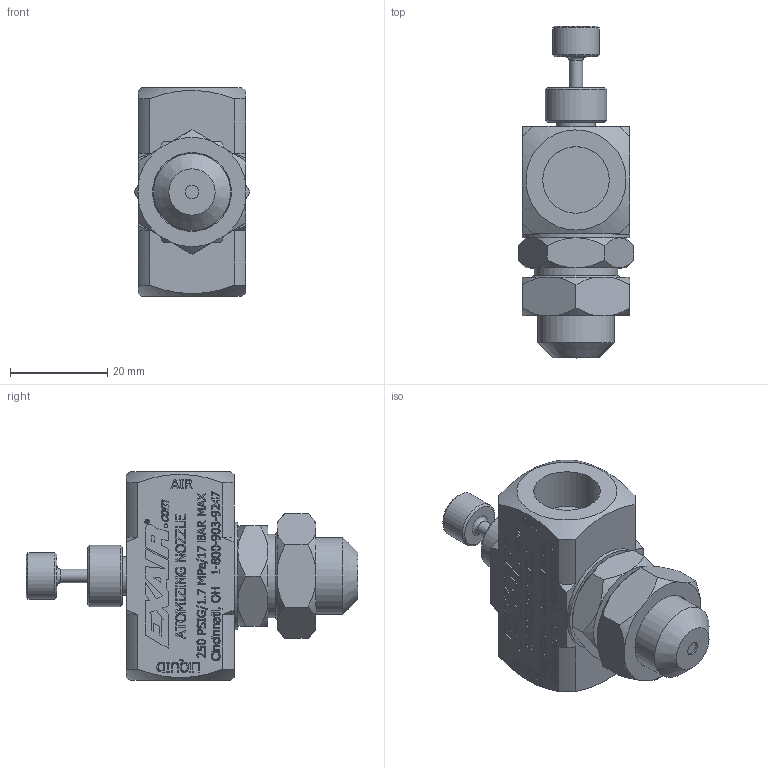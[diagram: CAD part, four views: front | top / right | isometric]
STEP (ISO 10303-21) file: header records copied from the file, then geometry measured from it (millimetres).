
FILE_DESCRIPTION((''),'2;1');
FILE_NAME('AN1030SS.stp','2011-04-13T11:23:31',('Michael Witt'),(''),'Autodesk Inventor 2011','Autodesk Inventor 2011','');
FILE_SCHEMA(('AUTOMOTIVE_DESIGN { 1 0 10303 214 1 1 1 1 }'));
Length unit declared in the file: inch
Products named in the file (1): AN1030SS for assembly_Shrinkwrap_1
Bounding box: 23.83 x 68.39 x 42.86 mm (x, y, z)
Volume: 27275.7 mm3; surface area: 8544.7 mm2
Topology: 1 solids, 1 shells, 1328 faces, 3575 edges, 2381 vertices
Faces by surface type: plane 815, bspline 444, cone 44, cylinder 24, torus 1
Full cylindrical faces by diameter (mm): 2.794 x3, 4.143 x1, 4.166 x1, 7.938 x1, 9.525 x2, 12.7 x1, 13.716 x2, 15.875 x1, 16.256 x1, 17.277 x1, 19.05 x1, 22.225 x1
Entity records: 43470 total; most frequent: CARTESIAN_POINT 13408, ORIENTED_EDGE 7070, DIRECTION 4435, EDGE_CURVE 3535, VECTOR 2491, LINE 2491, VERTEX_POINT 2371, EDGE_LOOP 1490
